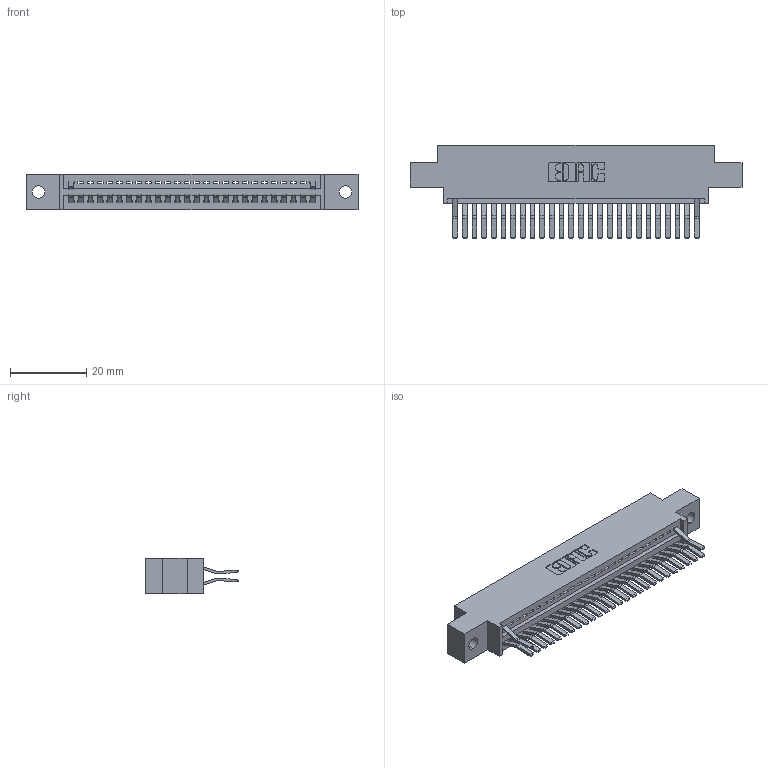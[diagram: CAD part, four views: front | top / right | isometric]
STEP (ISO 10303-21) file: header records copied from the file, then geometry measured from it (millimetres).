
FILE_DESCRIPTION (( 'STEP AP203' ), '1' );
FILE_NAME ('345-052-560-802.STEP', '2018-09-23T16:26:16', ( '' ), ( '' ), 'SwSTEP 2.0', 'SolidWorks 2016', '' );
FILE_SCHEMA (( 'CONFIG_CONTROL_DESIGN' ));
Length unit declared in the file: inch
Products named in the file (3): 345-052-560-802; 345 Part_0.170 Offset - 0.128 Dia; 345-292-001_560 Tail
Assembly tree (29 placements, depth 2):
  345-052-560-802
    345 Part_0.170 Offset - 0.128 Dia
    345-292-001_560 Tail  x28
Bounding box: 87.25 x 24.45 x 9.4 mm (x, y, z)
Volume: 8144.1 mm3; surface area: 10845.9 mm2
Topology: 29 solids, 29 shells, 1778 faces, 5341 edges, 3522 vertices
Faces by surface type: plane 1176, cylinder 602
Entity records: 22009 total; most frequent: CARTESIAN_POINT 3812, ORIENTED_EDGE 3770, DIRECTION 3357, EDGE_CURVE 1885, VECTOR 1645, LINE 1645, VERTEX_POINT 1254, AXIS2_PLACEMENT_3D 856
